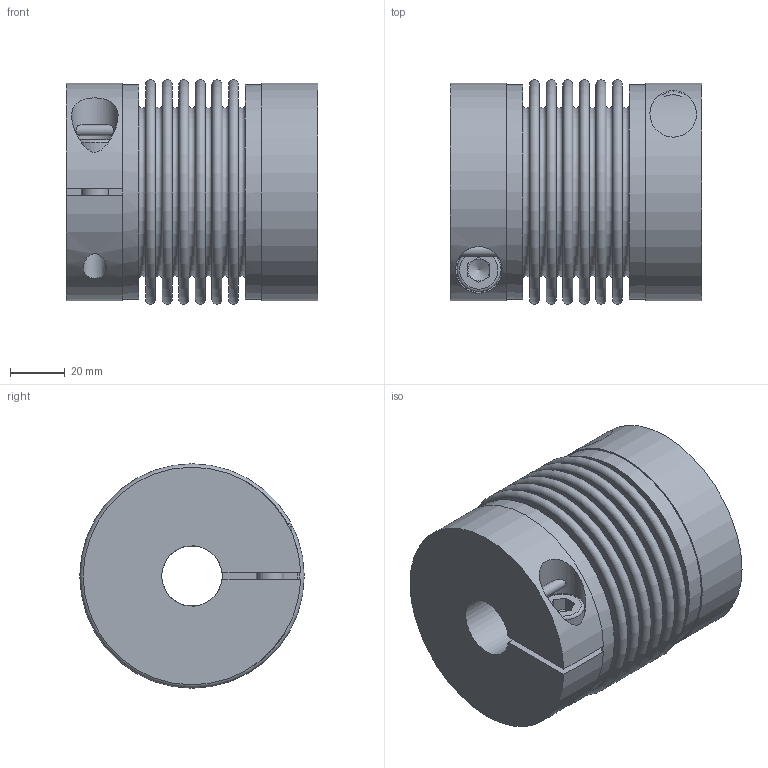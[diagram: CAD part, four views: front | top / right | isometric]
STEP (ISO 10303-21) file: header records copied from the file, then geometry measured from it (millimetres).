
FILE_DESCRIPTION( ( 'Unknown' ), '1' );
FILE_NAME( 'KM 170.stp', 'Unknown', ( 'Unknown' ), ( 'Unknown' ), 'PSStep 10.1', 'Unknown', ' ' );
FILE_SCHEMA( ( 'AUTOMOTIVE_DESIGN { 1 0 10303 214 1 1 1 1 }' ) );
Length unit declared in the file: millimetre
Products named in the file (1): KM  170
Bounding box: 92 x 82 x 82 mm (x, y, z)
Volume: 249780 mm3; surface area: 109554.2 mm2
Topology: 1 solids, 2 shells, 127 faces, 254 edges, 164 vertices
Faces by surface type: plane 74, torus 28, cylinder 23, cone 2
Full cylindrical faces by diameter (mm): 8.5 x2, 10 x2, 10.5 x2, 16 x2, 17 x2, 78.5 x2
Entity records: 5530 total; most frequent: CARTESIAN_POINT 2015, DIRECTION 552, ORIENTED_EDGE 396, AXIS2_PLACEMENT_3D 233, EDGE_LOOP 208, EDGE_CURVE 198, FACE_OUTER_BOUND 166, VERTEX_POINT 152
